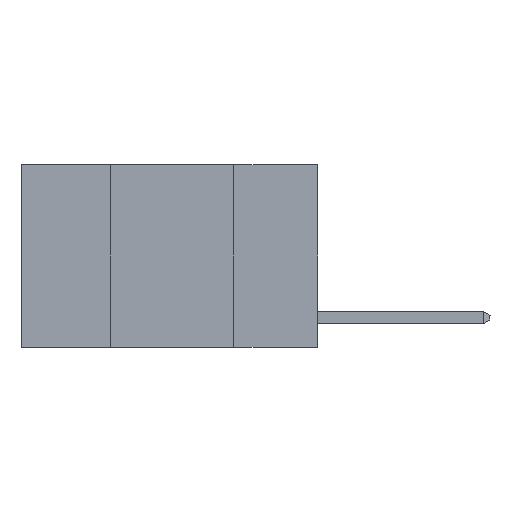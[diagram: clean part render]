
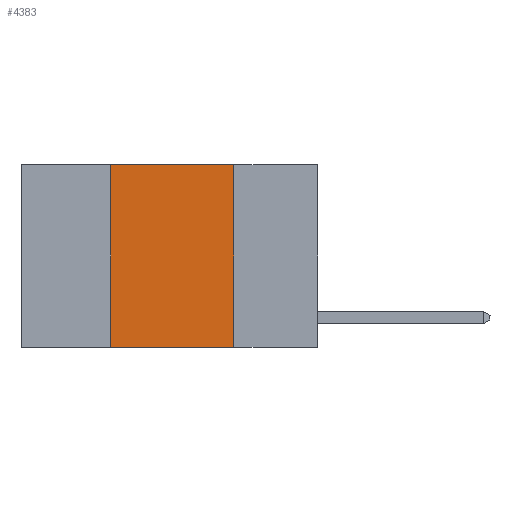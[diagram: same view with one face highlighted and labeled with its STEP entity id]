
A CAD part, left-side view. The second image highlights one B-rep face of the part: STEP entity #4383.
In plain terms, the highlighted planar face has unit normal (-1, 0, 0).
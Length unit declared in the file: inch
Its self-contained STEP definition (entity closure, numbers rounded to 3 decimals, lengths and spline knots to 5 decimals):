
#22 = VERTEX_POINT ( 'NONE', #8287 ) ;
#867 = PLANE ( 'NONE',  #10275 ) ;
#1147 = ORIENTED_EDGE ( 'NONE', *, *, #2404, .T. ) ;
#1159 = CARTESIAN_POINT ( 'NONE',  ( 0., 0.6, -0.37 ) ) ;
#1437 = VERTEX_POINT ( 'NONE', #12738 ) ;
#1657 = DIRECTION ( 'NONE',  ( 0., -1., 0. ) ) ;
#2404 = EDGE_CURVE ( 'NONE', #6616, #1437, #10059, .T. ) ;
#3070 = CARTESIAN_POINT ( 'NONE',  ( 0., 0.17, 0. ) ) ;
#3202 = ORIENTED_EDGE ( 'NONE', *, *, #3957, .F. ) ;
#3957 = EDGE_CURVE ( 'NONE', #22, #4478, #7696, .T. ) ;
#4383 = ADVANCED_FACE ( 'NONE', ( #7553 ), #867, .F. ) ;
#4478 = VERTEX_POINT ( 'NONE', #3070 ) ;
#4646 = DIRECTION ( 'NONE',  ( 1., 0., 0. ) ) ;
#5106 = DIRECTION ( 'NONE',  ( 0., -1., 0. ) ) ;
#5527 = DIRECTION ( 'NONE',  ( 0., 0., -1. ) ) ;
#5608 = CARTESIAN_POINT ( 'NONE',  ( 0., 0.6, 0. ) ) ;
#5784 = CARTESIAN_POINT ( 'NONE',  ( 0., 0.42, -0.37 ) ) ;
#6616 = VERTEX_POINT ( 'NONE', #5784 ) ;
#7553 = FACE_OUTER_BOUND ( 'NONE', #12708, .T. ) ;
#7696 = LINE ( 'NONE', #7825, #11428 ) ;
#7825 = CARTESIAN_POINT ( 'NONE',  ( 0., 0.6, 0. ) ) ;
#7950 = VECTOR ( 'NONE', #5527, 39.37008 ) ;
#8018 = ORIENTED_EDGE ( 'NONE', *, *, #11707, .F. ) ;
#8280 = CARTESIAN_POINT ( 'NONE',  ( 0., 0.17, 0. ) ) ;
#8287 = CARTESIAN_POINT ( 'NONE',  ( 0., 0.42, 0. ) ) ;
#8289 = DIRECTION ( 'NONE',  ( 0., 0., 1. ) ) ;
#8552 = EDGE_CURVE ( 'NONE', #6616, #22, #12289, .T. ) ;
#10059 = LINE ( 'NONE', #1159, #10416 ) ;
#10275 = AXIS2_PLACEMENT_3D ( 'NONE', #5608, #4646, #11578 ) ;
#10416 = VECTOR ( 'NONE', #5106, 39.37008 ) ;
#10514 = LINE ( 'NONE', #8280, #7950 ) ;
#11194 = CARTESIAN_POINT ( 'NONE',  ( 0., 0.42, 0. ) ) ;
#11428 = VECTOR ( 'NONE', #1657, 39.37008 ) ;
#11578 = DIRECTION ( 'NONE',  ( 0., 0., -1. ) ) ;
#11707 = EDGE_CURVE ( 'NONE', #4478, #1437, #10514, .T. ) ;
#11814 = VECTOR ( 'NONE', #8289, 39.37008 ) ;
#12027 = ORIENTED_EDGE ( 'NONE', *, *, #8552, .F. ) ;
#12289 = LINE ( 'NONE', #11194, #11814 ) ;
#12708 = EDGE_LOOP ( 'NONE', ( #8018, #3202, #12027, #1147 ) ) ;
#12738 = CARTESIAN_POINT ( 'NONE',  ( 0., 0.17, -0.37 ) ) ;
